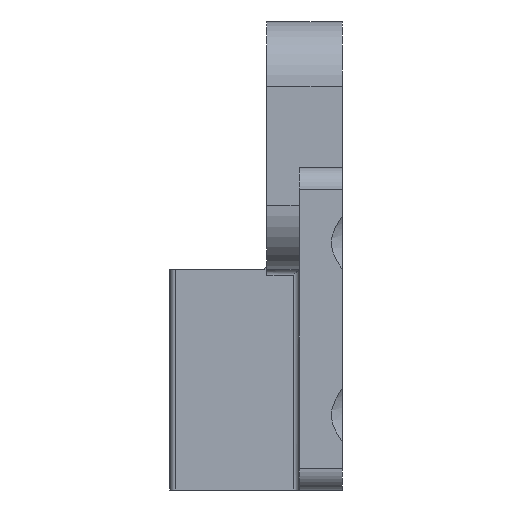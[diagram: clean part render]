
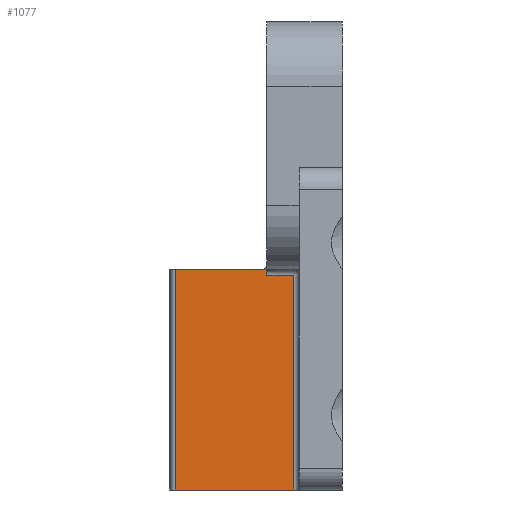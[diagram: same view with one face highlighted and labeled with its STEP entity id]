
A CAD part, left-side view. The second image highlights one B-rep face of the part: STEP entity #1077.
In plain terms, the highlighted planar face has unit normal (-1, 0, 0).
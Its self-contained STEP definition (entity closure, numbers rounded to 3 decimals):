
#56=PLANE('',#1186);
#86=FACE_OUTER_BOUND('',#153,.T.);
#153=EDGE_LOOP('',(#825,#826,#827,#828,#829,#830,#831));
#209=CIRCLE('',#1143,0.5);
#267=LINE('',#1599,#356);
#268=LINE('',#1603,#357);
#280=LINE('',#1647,#369);
#296=LINE('',#1713,#385);
#301=LINE('',#1728,#390);
#308=LINE('',#1756,#397);
#356=VECTOR('',#1259,10.);
#357=VECTOR('',#1264,10.);
#369=VECTOR('',#1304,10.);
#385=VECTOR('',#1364,10.);
#390=VECTOR('',#1379,10.);
#397=VECTOR('',#1414,10.);
#446=VERTEX_POINT('',#1596);
#447=VERTEX_POINT('',#1598);
#448=VERTEX_POINT('',#1602);
#462=VERTEX_POINT('',#1636);
#463=VERTEX_POINT('',#1637);
#491=VERTEX_POINT('',#1706);
#494=VERTEX_POINT('',#1711);
#550=EDGE_CURVE('',#446,#447,#267,.T.);
#552=EDGE_CURVE('',#447,#448,#268,.T.);
#569=EDGE_CURVE('',#462,#463,#209,.F.);
#574=EDGE_CURVE('',#462,#446,#280,.T.);
#607=EDGE_CURVE('',#494,#491,#296,.T.);
#615=EDGE_CURVE('',#463,#491,#301,.T.);
#629=EDGE_CURVE('',#448,#494,#308,.T.);
#825=ORIENTED_EDGE('',*,*,#574,.F.);
#826=ORIENTED_EDGE('',*,*,#569,.T.);
#827=ORIENTED_EDGE('',*,*,#615,.T.);
#828=ORIENTED_EDGE('',*,*,#607,.F.);
#829=ORIENTED_EDGE('',*,*,#629,.F.);
#830=ORIENTED_EDGE('',*,*,#552,.F.);
#831=ORIENTED_EDGE('',*,*,#550,.F.);
#1077=ADVANCED_FACE('',(#86),#56,.T.);
#1143=AXIS2_PLACEMENT_3D('',#1638,#1295,#1296);
#1186=AXIS2_PLACEMENT_3D('',#1755,#1412,#1413);
#1259=DIRECTION('',(0.,-1.,0.));
#1264=DIRECTION('',(0.,0.,-1.));
#1295=DIRECTION('center_axis',(-1.,0.,0.));
#1296=DIRECTION('ref_axis',(0.,-0.707,-0.707));
#1304=DIRECTION('',(0.,0.,-1.));
#1364=DIRECTION('',(0.,0.,1.));
#1379=DIRECTION('',(0.,1.,0.));
#1412=DIRECTION('center_axis',(-1.,0.,0.));
#1413=DIRECTION('ref_axis',(0.,0.,1.));
#1414=DIRECTION('',(0.,1.,0.));
#1596=CARTESIAN_POINT('',(27.921,7.,-9.95));
#1598=CARTESIAN_POINT('',(27.921,4.5,-9.95));
#1599=CARTESIAN_POINT('',(27.921,4.,-9.95));
#1602=CARTESIAN_POINT('',(27.921,4.5,-29.9));
#1603=CARTESIAN_POINT('',(27.921,4.5,-22.425));
#1636=CARTESIAN_POINT('',(27.921,7.,-8.95));
#1637=CARTESIAN_POINT('',(27.921,7.5,-9.45));
#1638=CARTESIAN_POINT('Origin',(27.921,7.5,-8.95));
#1647=CARTESIAN_POINT('',(27.921,7.,-13.925));
#1706=CARTESIAN_POINT('',(27.921,15.5,-9.45));
#1711=CARTESIAN_POINT('',(27.921,15.5,-29.9));
#1713=CARTESIAN_POINT('',(27.921,15.5,-24.788));
#1728=CARTESIAN_POINT('',(27.921,4.,-9.45));
#1755=CARTESIAN_POINT('Origin',(27.921,4.,-29.9));
#1756=CARTESIAN_POINT('',(27.921,4.,-29.9));
